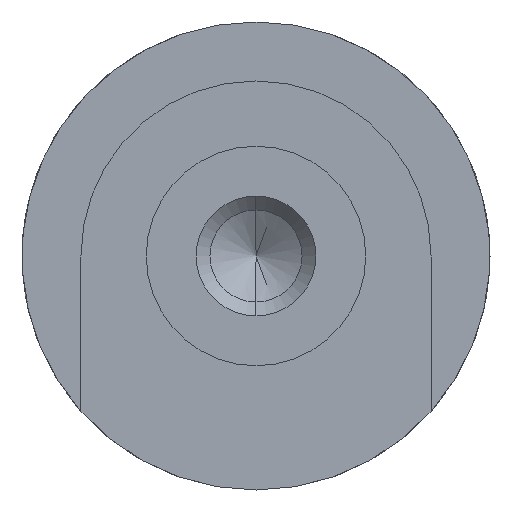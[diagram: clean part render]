
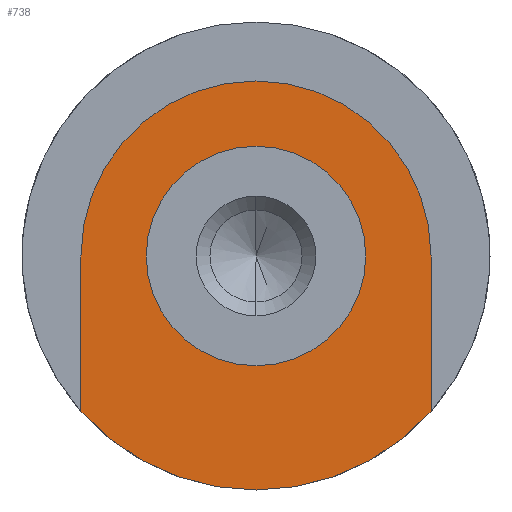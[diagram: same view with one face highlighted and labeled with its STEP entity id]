
A CAD part, left-side view. The second image highlights one B-rep face of the part: STEP entity #738.
In plain terms, the highlighted planar face has unit normal (-1, 0, 0).
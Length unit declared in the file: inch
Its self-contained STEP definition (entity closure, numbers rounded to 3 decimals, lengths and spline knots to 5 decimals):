
#18 = CARTESIAN_POINT ( 'NONE',  ( 0., 0.374, -0.33185 ) ) ;
#32 = DIRECTION ( 'NONE',  ( -1., 0., 0. ) ) ;
#43 = EDGE_CURVE ( 'NONE', #349, #240, #165, .T. ) ;
#52 = FACE_BOUND ( 'NONE', #441, .T. ) ;
#78 = ORIENTED_EDGE ( 'NONE', *, *, #407, .T. ) ;
#83 = CIRCLE ( 'NONE', #970, 0.5 ) ;
#112 = VERTEX_POINT ( 'NONE', #398 ) ;
#121 = ORIENTED_EDGE ( 'NONE', *, *, #599, .F. ) ;
#163 = DIRECTION ( 'NONE',  ( -1., 0., 0. ) ) ;
#164 = CIRCLE ( 'NONE', #632, 0.2345 ) ;
#165 = CIRCLE ( 'NONE', #245, 0.374 ) ;
#176 = DIRECTION ( 'NONE',  ( 0., 0., -1. ) ) ;
#190 = CARTESIAN_POINT ( 'NONE',  ( 0., 0.374, 0. ) ) ;
#204 = EDGE_CURVE ( 'NONE', #240, #985, #736, .T. ) ;
#221 = DIRECTION ( 'NONE',  ( -1., 0., 0. ) ) ;
#236 = VERTEX_POINT ( 'NONE', #424 ) ;
#240 = VERTEX_POINT ( 'NONE', #993 ) ;
#245 = AXIS2_PLACEMENT_3D ( 'NONE', #313, #163, #975 ) ;
#302 = ORIENTED_EDGE ( 'NONE', *, *, #204, .T. ) ;
#313 = CARTESIAN_POINT ( 'NONE',  ( 0., 0., 0. ) ) ;
#348 = DIRECTION ( 'NONE',  ( 0., 0., -1. ) ) ;
#349 = VERTEX_POINT ( 'NONE', #1020 ) ;
#350 = CIRCLE ( 'NONE', #383, 0.2345 ) ;
#366 = DIRECTION ( 'NONE',  ( 0., 0., -1. ) ) ;
#376 = DIRECTION ( 'NONE',  ( 0., -1., 0. ) ) ;
#377 = CARTESIAN_POINT ( 'NONE',  ( 0., -0.2345, 0. ) ) ;
#383 = AXIS2_PLACEMENT_3D ( 'NONE', #677, #851, #376 ) ;
#387 = VERTEX_POINT ( 'NONE', #377 ) ;
#398 = CARTESIAN_POINT ( 'NONE',  ( 0., -0.374, -0.33185 ) ) ;
#407 = EDGE_CURVE ( 'NONE', #550, #112, #83, .T. ) ;
#424 = CARTESIAN_POINT ( 'NONE',  ( 0., 0.2345, 0. ) ) ;
#432 = CARTESIAN_POINT ( 'NONE',  ( 0., 0., 0. ) ) ;
#437 = DIRECTION ( 'NONE',  ( 0., -1., 0. ) ) ;
#441 = EDGE_LOOP ( 'NONE', ( #1018, #121 ) ) ;
#442 = CARTESIAN_POINT ( 'NONE',  ( 0., 0.5, 0. ) ) ;
#482 = AXIS2_PLACEMENT_3D ( 'NONE', #731, #832, #809 ) ;
#518 = CIRCLE ( 'NONE', #482, 0.5 ) ;
#550 = VERTEX_POINT ( 'NONE', #570 ) ;
#570 = CARTESIAN_POINT ( 'NONE',  ( 0., 0., -0.5 ) ) ;
#592 = EDGE_CURVE ( 'NONE', #985, #550, #518, .T. ) ;
#599 = EDGE_CURVE ( 'NONE', #387, #236, #164, .T. ) ;
#613 = AXIS2_PLACEMENT_3D ( 'NONE', #442, #756, #366 ) ;
#632 = AXIS2_PLACEMENT_3D ( 'NONE', #432, #32, #437 ) ;
#677 = CARTESIAN_POINT ( 'NONE',  ( 0., 0., 0. ) ) ;
#685 = VECTOR ( 'NONE', #176, 39.37008 ) ;
#731 = CARTESIAN_POINT ( 'NONE',  ( 0., 0., 0. ) ) ;
#736 = LINE ( 'NONE', #190, #847 ) ;
#738 = ADVANCED_FACE ( 'NONE', ( #52, #768 ), #763, .F. ) ;
#756 = DIRECTION ( 'NONE',  ( 1., 0., 0. ) ) ;
#763 = PLANE ( 'NONE',  #613 ) ;
#768 = FACE_OUTER_BOUND ( 'NONE', #950, .T. ) ;
#809 = DIRECTION ( 'NONE',  ( 0., 0., 1. ) ) ;
#832 = DIRECTION ( 'NONE',  ( -1., 0., 0. ) ) ;
#844 = EDGE_CURVE ( 'NONE', #236, #387, #350, .T. ) ;
#847 = VECTOR ( 'NONE', #348, 39.37008 ) ;
#851 = DIRECTION ( 'NONE',  ( -1., 0., 0. ) ) ;
#865 = ORIENTED_EDGE ( 'NONE', *, *, #43, .T. ) ;
#901 = CARTESIAN_POINT ( 'NONE',  ( 0., -0.374, 0. ) ) ;
#923 = DIRECTION ( 'NONE',  ( 0., 0., 1. ) ) ;
#928 = CARTESIAN_POINT ( 'NONE',  ( 0., 0., 0. ) ) ;
#950 = EDGE_LOOP ( 'NONE', ( #302, #1027, #78, #952, #865 ) ) ;
#952 = ORIENTED_EDGE ( 'NONE', *, *, #1003, .F. ) ;
#970 = AXIS2_PLACEMENT_3D ( 'NONE', #928, #221, #923 ) ;
#975 = DIRECTION ( 'NONE',  ( 0., -1., 0. ) ) ;
#985 = VERTEX_POINT ( 'NONE', #18 ) ;
#986 = LINE ( 'NONE', #901, #685 ) ;
#993 = CARTESIAN_POINT ( 'NONE',  ( 0., 0.374, 0. ) ) ;
#1003 = EDGE_CURVE ( 'NONE', #349, #112, #986, .T. ) ;
#1018 = ORIENTED_EDGE ( 'NONE', *, *, #844, .F. ) ;
#1020 = CARTESIAN_POINT ( 'NONE',  ( 0., -0.374, 0. ) ) ;
#1027 = ORIENTED_EDGE ( 'NONE', *, *, #592, .T. ) ;
